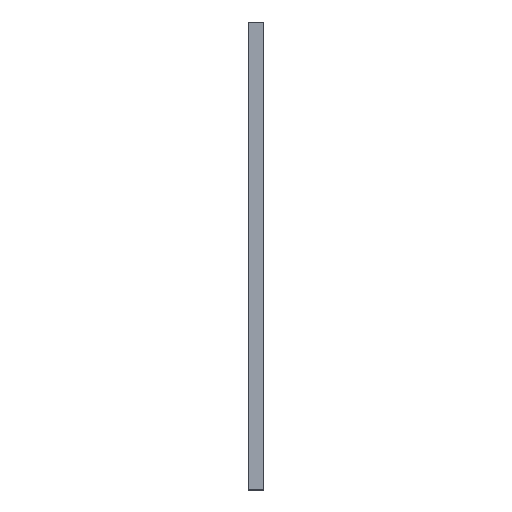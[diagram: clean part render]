
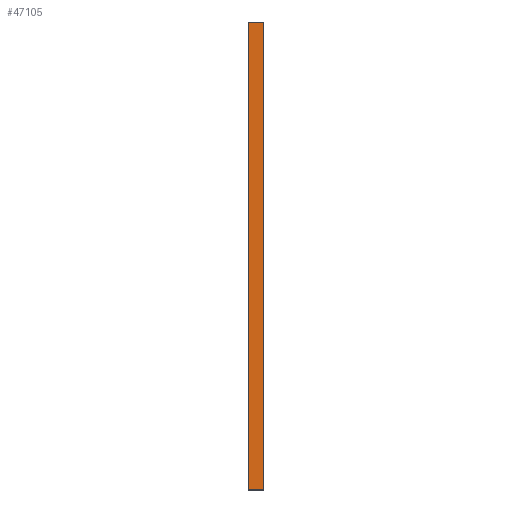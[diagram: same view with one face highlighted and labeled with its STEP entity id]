
A CAD part, front view. The second image highlights one B-rep face of the part: STEP entity #47105.
In plain terms, the highlighted planar face has unit normal (0, -1, 0).
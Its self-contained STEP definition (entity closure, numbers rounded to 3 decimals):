
#37619 = PLANE('',#37620);
#37620 = AXIS2_PLACEMENT_3D('',#37621,#37622,#37623);
#37621 = CARTESIAN_POINT('',(7.5,-15.45,0.05));
#37622 = DIRECTION('',(0.,0.707,0.707));
#37623 = DIRECTION('',(1.,0.,0.));
#37927 = PLANE('',#37928);
#37928 = AXIS2_PLACEMENT_3D('',#37929,#37930,#37931);
#37929 = CARTESIAN_POINT('',(7.5,-15.45,449.95));
#37930 = DIRECTION('',(0.,-0.707,
    0.707));
#37931 = DIRECTION('',(1.,0.,0.));
#38214 = PLANE('',#38215);
#38215 = AXIS2_PLACEMENT_3D('',#38216,#38217,#38218);
#38216 = CARTESIAN_POINT('',(-7.4,-15.4,0.));
#38217 = DIRECTION('',(-0.707,-0.707,
    0.));
#38218 = DIRECTION('',(0.,0.,1.));
#41385 = VERTEX_POINT('',#41386);
#41386 = CARTESIAN_POINT('',(7.4,-15.5,0.1));
#41407 = EDGE_CURVE('',#41385,#41408,#41410,.T.);
#41408 = VERTEX_POINT('',#41409);
#41409 = CARTESIAN_POINT('',(-7.3,-15.5,0.1));
#41410 = SURFACE_CURVE('',#41411,(#41415,#41422),.PCURVE_S1.);
#41411 = LINE('',#41412,#41413);
#41412 = CARTESIAN_POINT('',(7.5,-15.5,0.1));
#41413 = VECTOR('',#41414,1.);
#41414 = DIRECTION('',(-1.,0.,0.));
#41415 = PCURVE('',#37619,#41416);
#41416 = DEFINITIONAL_REPRESENTATION('',(#41417),#41421);
#41417 = LINE('',#41418,#41419);
#41418 = CARTESIAN_POINT('',(0.,-0.071));
#41419 = VECTOR('',#41420,1.);
#41420 = DIRECTION('',(-1.,0.));
#41421 = ( GEOMETRIC_REPRESENTATION_CONTEXT(2) 
PARAMETRIC_REPRESENTATION_CONTEXT() REPRESENTATION_CONTEXT('2D SPACE',''
  ) );
#41422 = PCURVE('',#41423,#41428);
#41423 = PLANE('',#41424);
#41424 = AXIS2_PLACEMENT_3D('',#41425,#41426,#41427);
#41425 = CARTESIAN_POINT('',(7.5,-15.5,0.));
#41426 = DIRECTION('',(0.,-1.,0.));
#41427 = DIRECTION('',(-1.,0.,0.));
#41428 = DEFINITIONAL_REPRESENTATION('',(#41429),#41433);
#41429 = LINE('',#41430,#41431);
#41430 = CARTESIAN_POINT('',(0.,-0.1));
#41431 = VECTOR('',#41432,1.);
#41432 = DIRECTION('',(1.,0.));
#41433 = ( GEOMETRIC_REPRESENTATION_CONTEXT(2) 
PARAMETRIC_REPRESENTATION_CONTEXT() REPRESENTATION_CONTEXT('2D SPACE',''
  ) );
#41700 = VERTEX_POINT('',#41701);
#41701 = CARTESIAN_POINT('',(7.4,-15.5,449.9));
#41722 = EDGE_CURVE('',#41700,#41723,#41725,.T.);
#41723 = VERTEX_POINT('',#41724);
#41724 = CARTESIAN_POINT('',(-7.3,-15.5,449.9));
#41725 = SURFACE_CURVE('',#41726,(#41730,#41737),.PCURVE_S1.);
#41726 = LINE('',#41727,#41728);
#41727 = CARTESIAN_POINT('',(7.5,-15.5,449.9));
#41728 = VECTOR('',#41729,1.);
#41729 = DIRECTION('',(-1.,0.,0.));
#41730 = PCURVE('',#37927,#41731);
#41731 = DEFINITIONAL_REPRESENTATION('',(#41732),#41736);
#41732 = LINE('',#41733,#41734);
#41733 = CARTESIAN_POINT('',(0.,-0.071));
#41734 = VECTOR('',#41735,1.);
#41735 = DIRECTION('',(-1.,0.));
#41736 = ( GEOMETRIC_REPRESENTATION_CONTEXT(2) 
PARAMETRIC_REPRESENTATION_CONTEXT() REPRESENTATION_CONTEXT('2D SPACE',''
  ) );
#41737 = PCURVE('',#41423,#41738);
#41738 = DEFINITIONAL_REPRESENTATION('',(#41739),#41743);
#41739 = LINE('',#41740,#41741);
#41740 = CARTESIAN_POINT('',(0.,-449.9));
#41741 = VECTOR('',#41742,1.);
#41742 = DIRECTION('',(1.,0.));
#41743 = ( GEOMETRIC_REPRESENTATION_CONTEXT(2) 
PARAMETRIC_REPRESENTATION_CONTEXT() REPRESENTATION_CONTEXT('2D SPACE',''
  ) );
#41879 = EDGE_CURVE('',#41408,#41723,#41880,.T.);
#41880 = SURFACE_CURVE('',#41881,(#41885,#41892),.PCURVE_S1.);
#41881 = LINE('',#41882,#41883);
#41882 = CARTESIAN_POINT('',(-7.3,-15.5,0.));
#41883 = VECTOR('',#41884,1.);
#41884 = DIRECTION('',(0.,0.,1.));
#41885 = PCURVE('',#38214,#41886);
#41886 = DEFINITIONAL_REPRESENTATION('',(#41887),#41891);
#41887 = LINE('',#41888,#41889);
#41888 = CARTESIAN_POINT('',(0.,-0.141));
#41889 = VECTOR('',#41890,1.);
#41890 = DIRECTION('',(1.,0.));
#41891 = ( GEOMETRIC_REPRESENTATION_CONTEXT(2) 
PARAMETRIC_REPRESENTATION_CONTEXT() REPRESENTATION_CONTEXT('2D SPACE',''
  ) );
#41892 = PCURVE('',#41423,#41893);
#41893 = DEFINITIONAL_REPRESENTATION('',(#41894),#41898);
#41894 = LINE('',#41895,#41896);
#41895 = CARTESIAN_POINT('',(14.8,0.));
#41896 = VECTOR('',#41897,1.);
#41897 = DIRECTION('',(0.,-1.));
#41898 = ( GEOMETRIC_REPRESENTATION_CONTEXT(2) 
PARAMETRIC_REPRESENTATION_CONTEXT() REPRESENTATION_CONTEXT('2D SPACE',''
  ) );
#46788 = PLANE('',#46789);
#46789 = AXIS2_PLACEMENT_3D('',#46790,#46791,#46792);
#46790 = CARTESIAN_POINT('',(7.45,-15.45,0.));
#46791 = DIRECTION('',(0.707,-0.707,0.));
#46792 = DIRECTION('',(0.,0.,1.));
#47105 = ADVANCED_FACE('',(#47106),#41423,.T.);
#47106 = FACE_BOUND('',#47107,.T.);
#47107 = EDGE_LOOP('',(#47108,#47129,#47130,#47131));
#47108 = ORIENTED_EDGE('',*,*,#47109,.T.);
#47109 = EDGE_CURVE('',#41385,#41700,#47110,.T.);
#47110 = SURFACE_CURVE('',#47111,(#47115,#47122),.PCURVE_S1.);
#47111 = LINE('',#47112,#47113);
#47112 = CARTESIAN_POINT('',(7.4,-15.5,0.));
#47113 = VECTOR('',#47114,1.);
#47114 = DIRECTION('',(0.,0.,1.));
#47115 = PCURVE('',#41423,#47116);
#47116 = DEFINITIONAL_REPRESENTATION('',(#47117),#47121);
#47117 = LINE('',#47118,#47119);
#47118 = CARTESIAN_POINT('',(0.1,0.));
#47119 = VECTOR('',#47120,1.);
#47120 = DIRECTION('',(0.,-1.));
#47121 = ( GEOMETRIC_REPRESENTATION_CONTEXT(2) 
PARAMETRIC_REPRESENTATION_CONTEXT() REPRESENTATION_CONTEXT('2D SPACE',''
  ) );
#47122 = PCURVE('',#46788,#47123);
#47123 = DEFINITIONAL_REPRESENTATION('',(#47124),#47128);
#47124 = LINE('',#47125,#47126);
#47125 = CARTESIAN_POINT('',(0.,0.071));
#47126 = VECTOR('',#47127,1.);
#47127 = DIRECTION('',(1.,0.));
#47128 = ( GEOMETRIC_REPRESENTATION_CONTEXT(2) 
PARAMETRIC_REPRESENTATION_CONTEXT() REPRESENTATION_CONTEXT('2D SPACE',''
  ) );
#47129 = ORIENTED_EDGE('',*,*,#41722,.T.);
#47130 = ORIENTED_EDGE('',*,*,#41879,.F.);
#47131 = ORIENTED_EDGE('',*,*,#41407,.F.);
